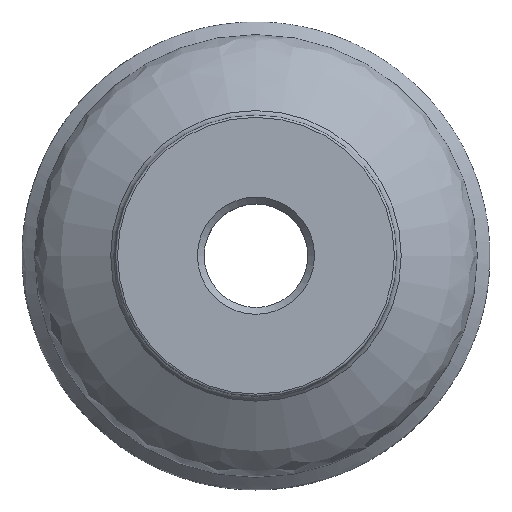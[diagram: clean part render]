
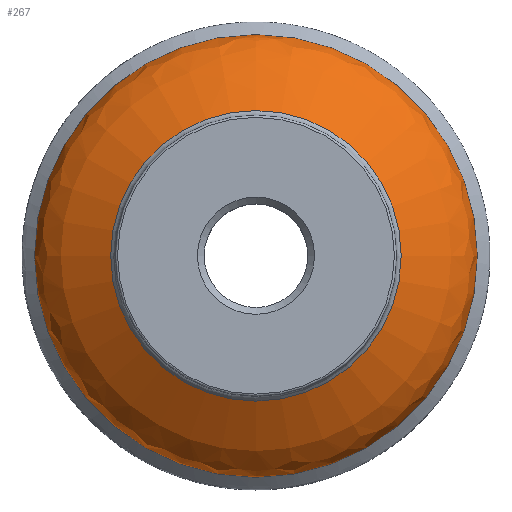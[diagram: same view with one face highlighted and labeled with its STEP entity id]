
A CAD part, top view. The second image highlights one B-rep face of the part: STEP entity #267.
In plain terms, the highlighted face is a revolution surface.
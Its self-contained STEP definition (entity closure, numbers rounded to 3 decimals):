
#88=SURFACE_OF_REVOLUTION('',#92,#90);
#90=AXIS1_PLACEMENT('',#9770,#562);
#92=B_SPLINE_CURVE_WITH_KNOTS('',3,(#9766,#9767,#9768,#9769),
 .UNSPECIFIED.,.F.,.F.,(4,4),(0.,1.),.UNSPECIFIED.);
#118=EDGE_LOOP('',(#164));
#119=EDGE_LOOP('',(#165));
#164=ORIENTED_EDGE('',*,*,#207,.T.);
#165=ORIENTED_EDGE('',*,*,#206,.F.);
#206=EDGE_CURVE('',#340,#340,#229,.T.);
#207=EDGE_CURVE('',#341,#341,#230,.T.);
#229=CIRCLE('',#480,53.481);
#230=CIRCLE('',#482,81.482);
#267=ADVANCED_FACE('',(#296,#297),#88,.F.);
#296=FACE_BOUND('',#118,.T.);
#297=FACE_BOUND('',#119,.T.);
#340=VERTEX_POINT('',#9762);
#341=VERTEX_POINT('',#9765);
#480=AXIS2_PLACEMENT_3D('',#9761,#556,#557);
#482=AXIS2_PLACEMENT_3D('',#9764,#560,#561);
#556=DIRECTION('',(0.,0.,1.));
#557=DIRECTION('',(0.,1.,0.));
#560=DIRECTION('',(0.,0.,1.));
#561=DIRECTION('',(0.,1.,0.));
#562=DIRECTION('',(0.,0.,1.));
#9761=CARTESIAN_POINT('',(0.,0.,-18.783));
#9762=CARTESIAN_POINT('',(0.,53.481,-18.783));
#9764=CARTESIAN_POINT('',(0.,0.,-45.269));
#9765=CARTESIAN_POINT('',(0.,81.482,-45.269));
#9766=CARTESIAN_POINT('',(0.,53.481,-18.783));
#9767=CARTESIAN_POINT('',(0.,57.053,-21.87));
#9768=CARTESIAN_POINT('',(0.,81.482,-32.157));
#9769=CARTESIAN_POINT('',(0.,81.482,-45.269));
#9770=CARTESIAN_POINT('',(0.,0.,-11.111));
